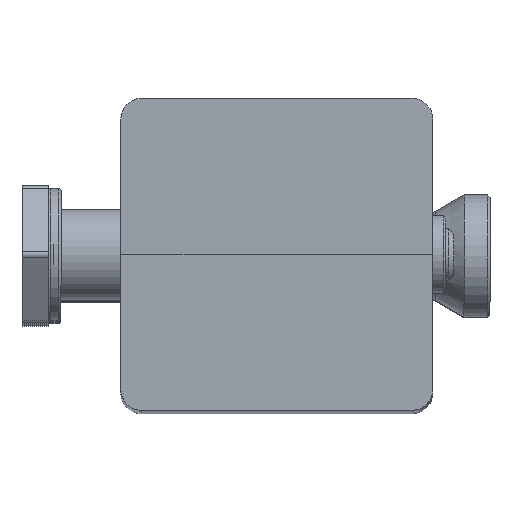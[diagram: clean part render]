
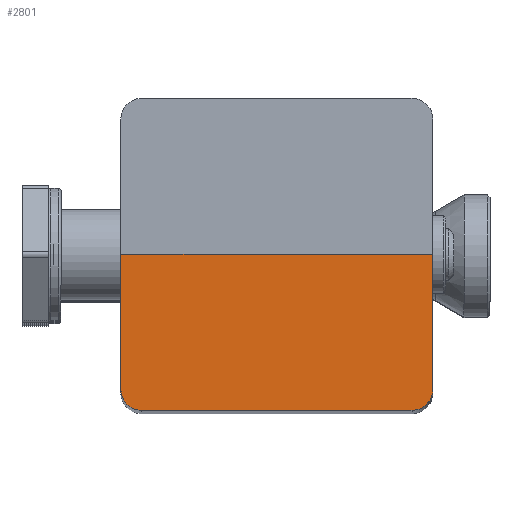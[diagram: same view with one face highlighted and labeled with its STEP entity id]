
A CAD part, top view. The second image highlights one B-rep face of the part: STEP entity #2801.
In plain terms, the highlighted planar face has unit normal (0, 0, 1).
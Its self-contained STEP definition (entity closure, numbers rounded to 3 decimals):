
#132=LINE('',#4451,#326);
#137=LINE('',#4465,#331);
#184=LINE('',#4597,#378);
#188=LINE('',#4605,#382);
#326=VECTOR('',#3607,120.);
#331=VECTOR('',#3622,52.);
#378=VECTOR('',#3757,104.);
#382=VECTOR('',#3767,52.);
#554=PLANE('',#3096);
#857=FACE_OUTER_BOUND('',#1110,.T.);
#1110=EDGE_LOOP('',(#2353,#2354,#2355,#2356,#2357,#2358));
#1289=CIRCLE('',#3090,8.);
#1290=CIRCLE('',#3093,8.);
#1453=VERTEX_POINT('',#4448);
#1454=VERTEX_POINT('',#4450);
#1458=VERTEX_POINT('',#4464);
#1498=VERTEX_POINT('',#4592);
#1499=VERTEX_POINT('',#4596);
#1500=VERTEX_POINT('',#4600);
#1726=EDGE_CURVE('',#1454,#1453,#132,.T.);
#1733=EDGE_CURVE('',#1458,#1454,#137,.T.);
#1797=EDGE_CURVE('',#1498,#1458,#1289,.T.);
#1799=EDGE_CURVE('',#1499,#1498,#184,.T.);
#1801=EDGE_CURVE('',#1500,#1499,#1290,.T.);
#1804=EDGE_CURVE('',#1453,#1500,#188,.T.);
#2353=ORIENTED_EDGE('',*,*,#1726,.T.);
#2354=ORIENTED_EDGE('',*,*,#1804,.T.);
#2355=ORIENTED_EDGE('',*,*,#1801,.T.);
#2356=ORIENTED_EDGE('',*,*,#1799,.T.);
#2357=ORIENTED_EDGE('',*,*,#1797,.T.);
#2358=ORIENTED_EDGE('',*,*,#1733,.T.);
#2801=ADVANCED_FACE('',(#857),#554,.T.);
#3090=AXIS2_PLACEMENT_3D('',#4593,#3752,#3753);
#3093=AXIS2_PLACEMENT_3D('',#4601,#3761,#3762);
#3096=AXIS2_PLACEMENT_3D('',#4607,#3770,#3771);
#3607=DIRECTION('',(-1.,0.,0.));
#3622=DIRECTION('',(0.,1.,0.));
#3752=DIRECTION('center_axis',(0.,0.,1.));
#3753=DIRECTION('ref_axis',(0.,1.,0.));
#3757=DIRECTION('',(1.,0.,0.));
#3761=DIRECTION('center_axis',(0.,0.,1.));
#3762=DIRECTION('ref_axis',(1.,0.,0.));
#3767=DIRECTION('',(0.,-1.,0.));
#3770=DIRECTION('center_axis',(0.,0.,1.));
#3771=DIRECTION('ref_axis',(1.,0.,0.));
#4448=CARTESIAN_POINT('',(-60.,0.,377.5));
#4450=CARTESIAN_POINT('',(60.,0.,377.5));
#4451=CARTESIAN_POINT('',(-60.,0.,377.5));
#4464=CARTESIAN_POINT('',(60.,-52.,377.5));
#4465=CARTESIAN_POINT('',(60.,0.,377.5));
#4592=CARTESIAN_POINT('',(52.,-60.,377.5));
#4593=CARTESIAN_POINT('Origin',(52.,-52.,377.5));
#4596=CARTESIAN_POINT('',(-52.,-60.,377.5));
#4597=CARTESIAN_POINT('',(52.,-60.,377.5));
#4600=CARTESIAN_POINT('',(-60.,-52.,377.5));
#4601=CARTESIAN_POINT('Origin',(-52.,-52.,377.5));
#4605=CARTESIAN_POINT('',(-60.,-52.,377.5));
#4607=CARTESIAN_POINT('Origin',(0.,-28.889,
377.5));
